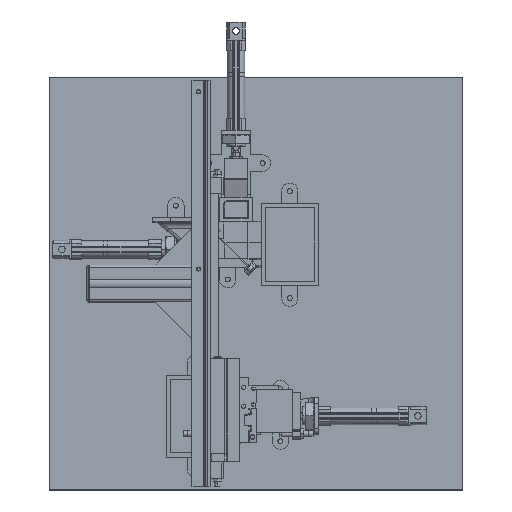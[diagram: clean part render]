
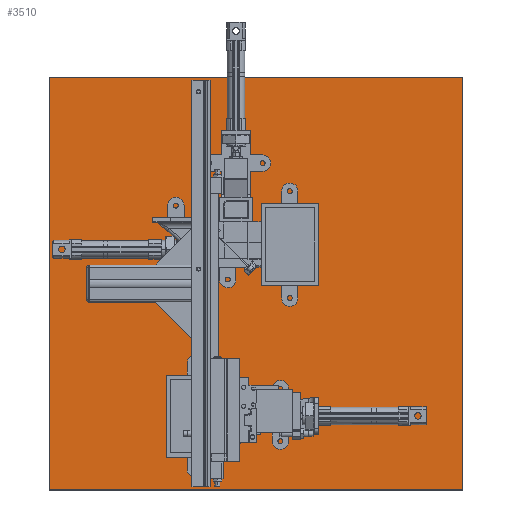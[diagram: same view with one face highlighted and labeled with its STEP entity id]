
A CAD part, top view. The second image highlights one B-rep face of the part: STEP entity #3510.
In plain terms, the highlighted planar face has unit normal (0, 0, 1).
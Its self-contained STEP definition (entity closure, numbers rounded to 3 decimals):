
#3510=ADVANCED_FACE('MANIFOLD_SOLID_BREP #2204',(#5907),#5058,.T.);
#5058=PLANE('',#28883);
#5907=FACE_OUTER_BOUND('',#7298,.T.);
#7298=EDGE_LOOP('',(#9102,#9103,#9104,#9105));
#9102=ORIENTED_EDGE('',*,*,#19650,.F.);
#9103=ORIENTED_EDGE('',*,*,#19648,.F.);
#9104=ORIENTED_EDGE('',*,*,#19646,.F.);
#9105=ORIENTED_EDGE('',*,*,#19644,.F.);
#17042=VERTEX_POINT('',#38775);
#17043=VERTEX_POINT('',#38777);
#17044=VERTEX_POINT('',#38781);
#17045=VERTEX_POINT('',#38785);
#19644=EDGE_CURVE('',#17042,#17043,#23622,.T.);
#19646=EDGE_CURVE('',#17043,#17044,#23624,.T.);
#19648=EDGE_CURVE('',#17044,#17045,#23626,.T.);
#19650=EDGE_CURVE('',#17045,#17042,#23628,.T.);
#23622=LINE('',#38776,#26252);
#23624=LINE('',#38780,#26254);
#23626=LINE('',#38784,#26256);
#23628=LINE('',#38788,#26258);
#26252=VECTOR('',#31305,1.);
#26254=VECTOR('',#31309,1.);
#26256=VECTOR('',#31313,1.);
#26258=VECTOR('',#31317,1.);
#28883=AXIS2_PLACEMENT_3D('',#38790,#31320,#31321);
#31305=DIRECTION('',(0.,1.,0.));
#31309=DIRECTION('',(1.,0.,0.));
#31313=DIRECTION('',(0.,-1.,0.));
#31317=DIRECTION('',(-1.,0.,0.));
#31320=DIRECTION('',(0.,0.,1.));
#31321=DIRECTION('',(1.,0.,0.));
#38775=CARTESIAN_POINT('',(0.,0.,16.));
#38776=CARTESIAN_POINT('',(0.,251.,16.));
#38777=CARTESIAN_POINT('',(0.,502.,16.));
#38780=CARTESIAN_POINT('',(251.,502.,16.));
#38781=CARTESIAN_POINT('',(502.,502.,16.));
#38784=CARTESIAN_POINT('',(502.,251.,16.));
#38785=CARTESIAN_POINT('',(502.,0.,16.));
#38788=CARTESIAN_POINT('',(251.,0.,16.));
#38790=CARTESIAN_POINT('',(251.,251.,16.));
